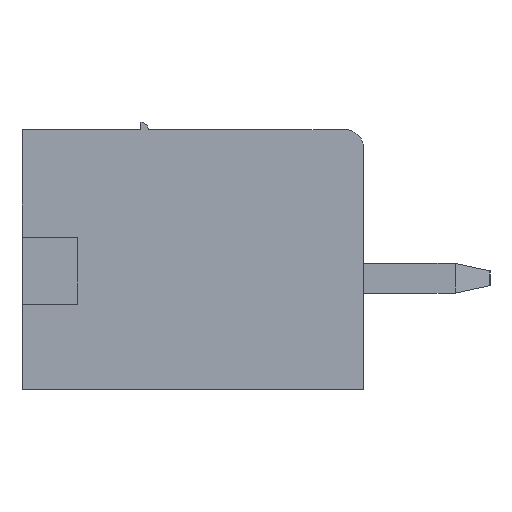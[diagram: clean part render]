
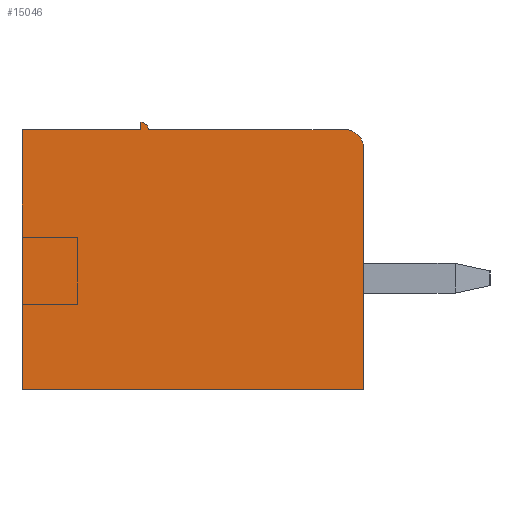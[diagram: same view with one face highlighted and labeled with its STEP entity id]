
A CAD part, left-side view. The second image highlights one B-rep face of the part: STEP entity #15046.
In plain terms, the highlighted planar face has unit normal (-1, 0, 0).
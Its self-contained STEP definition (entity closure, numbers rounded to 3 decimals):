
#211 = CARTESIAN_POINT ( 'NONE',  ( 0., 9.2, 0. ) ) ;
#375 = VERTEX_POINT ( 'NONE', #40779 ) ;
#1465 = DIRECTION ( 'NONE',  ( 0., -1., 0. ) ) ;
#2769 = VERTEX_POINT ( 'NONE', #12474 ) ;
#3234 = FACE_OUTER_BOUND ( 'NONE', #15474, .T. ) ;
#5194 = CARTESIAN_POINT ( 'NONE',  ( 0., 6., 7. ) ) ;
#6351 = CARTESIAN_POINT ( 'NONE',  ( 0., 9.2, 7. ) ) ;
#8202 = VERTEX_POINT ( 'NONE', #19046 ) ;
#10159 = EDGE_CURVE ( 'NONE', #24812, #8202, #29129, .T. ) ;
#11039 = VERTEX_POINT ( 'NONE', #42859 ) ;
#12081 = EDGE_CURVE ( 'NONE', #2769, #41017, #25537, .T. ) ;
#12474 = CARTESIAN_POINT ( 'NONE',  ( 0., 6., 7.2 ) ) ;
#12554 = DIRECTION ( 'NONE',  ( -1., 0., 0. ) ) ;
#13056 = VECTOR ( 'NONE', #22190, 1000. ) ;
#13654 = ORIENTED_EDGE ( 'NONE', *, *, #15225, .F. ) ;
#14462 = CIRCLE ( 'NONE', #15856, 0.2 ) ;
#14856 = VECTOR ( 'NONE', #19582, 1000. ) ;
#15046 = ADVANCED_FACE ( 'NONE', ( #3234 ), #33965, .F. ) ;
#15225 = EDGE_CURVE ( 'NONE', #375, #41512, #20217, .T. ) ;
#15474 = EDGE_LOOP ( 'NONE', ( #31471, #29411, #13654, #16359, #27029, #22954, #35865, #25352 ) ) ;
#15856 = AXIS2_PLACEMENT_3D ( 'NONE', #29181, #12554, #28356 ) ;
#16341 = DIRECTION ( 'NONE',  ( 0., 0., -1. ) ) ;
#16359 = ORIENTED_EDGE ( 'NONE', *, *, #26549, .T. ) ;
#16591 = DIRECTION ( 'NONE',  ( 0., -1., 0. ) ) ;
#18311 = CARTESIAN_POINT ( 'NONE',  ( 0., 9.2, 0. ) ) ;
#18830 = CARTESIAN_POINT ( 'NONE',  ( 0., 0.5, 7. ) ) ;
#19046 = CARTESIAN_POINT ( 'NONE',  ( 0., 9.2, 7. ) ) ;
#19582 = DIRECTION ( 'NONE',  ( 0., -1., 0. ) ) ;
#19647 = CARTESIAN_POINT ( 'NONE',  ( 0., 9.2, 7. ) ) ;
#19889 = CARTESIAN_POINT ( 'NONE',  ( 0., 0.5, 6.5 ) ) ;
#19899 = AXIS2_PLACEMENT_3D ( 'NONE', #19889, #25477, #22194 ) ;
#20217 = LINE ( 'NONE', #23780, #14856 ) ;
#20958 = EDGE_CURVE ( 'NONE', #24812, #33728, #28228, .T. ) ;
#22190 = DIRECTION ( 'NONE',  ( 0., 0., 1. ) ) ;
#22194 = DIRECTION ( 'NONE',  ( 0., 0., -1. ) ) ;
#22258 = CARTESIAN_POINT ( 'NONE',  ( 0., 6., 7. ) ) ;
#22954 = ORIENTED_EDGE ( 'NONE', *, *, #31515, .F. ) ;
#23274 = CARTESIAN_POINT ( 'NONE',  ( 0., 0., 0. ) ) ;
#23780 = CARTESIAN_POINT ( 'NONE',  ( 0., 9.2, 7. ) ) ;
#24343 = EDGE_CURVE ( 'NONE', #33728, #11039, #42456, .T. ) ;
#24812 = VERTEX_POINT ( 'NONE', #211 ) ;
#25352 = ORIENTED_EDGE ( 'NONE', *, *, #20958, .T. ) ;
#25477 = DIRECTION ( 'NONE',  ( -1., 0., 0. ) ) ;
#25537 = LINE ( 'NONE', #22258, #40896 ) ;
#25824 = DIRECTION ( 'NONE',  ( 0., 0., 1. ) ) ;
#26549 = EDGE_CURVE ( 'NONE', #375, #2769, #14462, .T. ) ;
#27029 = ORIENTED_EDGE ( 'NONE', *, *, #12081, .T. ) ;
#27108 = CARTESIAN_POINT ( 'NONE',  ( 0., 9.2, 7. ) ) ;
#27625 = VECTOR ( 'NONE', #16591, 1000. ) ;
#28228 = LINE ( 'NONE', #18311, #43363 ) ;
#28356 = DIRECTION ( 'NONE',  ( 0., 0., 1. ) ) ;
#28839 = AXIS2_PLACEMENT_3D ( 'NONE', #27108, #33099, #16341 ) ;
#29129 = LINE ( 'NONE', #19647, #30550 ) ;
#29181 = CARTESIAN_POINT ( 'NONE',  ( 0., 6., 7. ) ) ;
#29411 = ORIENTED_EDGE ( 'NONE', *, *, #31539, .T. ) ;
#30550 = VECTOR ( 'NONE', #25824, 1000. ) ;
#31471 = ORIENTED_EDGE ( 'NONE', *, *, #24343, .T. ) ;
#31515 = EDGE_CURVE ( 'NONE', #8202, #41017, #42252, .T. ) ;
#31539 = EDGE_CURVE ( 'NONE', #11039, #41512, #41033, .T. ) ;
#32380 = DIRECTION ( 'NONE',  ( 0., 0., -1. ) ) ;
#32531 = CARTESIAN_POINT ( 'NONE',  ( 0., 0., 7. ) ) ;
#33099 = DIRECTION ( 'NONE',  ( 1., 0., 0. ) ) ;
#33728 = VERTEX_POINT ( 'NONE', #23274 ) ;
#33965 = PLANE ( 'NONE',  #28839 ) ;
#35865 = ORIENTED_EDGE ( 'NONE', *, *, #10159, .F. ) ;
#40779 = CARTESIAN_POINT ( 'NONE',  ( 0., 5.8, 7. ) ) ;
#40896 = VECTOR ( 'NONE', #32380, 1000. ) ;
#41017 = VERTEX_POINT ( 'NONE', #5194 ) ;
#41033 = CIRCLE ( 'NONE', #19899, 0.5 ) ;
#41512 = VERTEX_POINT ( 'NONE', #18830 ) ;
#42252 = LINE ( 'NONE', #6351, #27625 ) ;
#42456 = LINE ( 'NONE', #32531, #13056 ) ;
#42859 = CARTESIAN_POINT ( 'NONE',  ( 0., 0., 6.5 ) ) ;
#43363 = VECTOR ( 'NONE', #1465, 1000. ) ;
